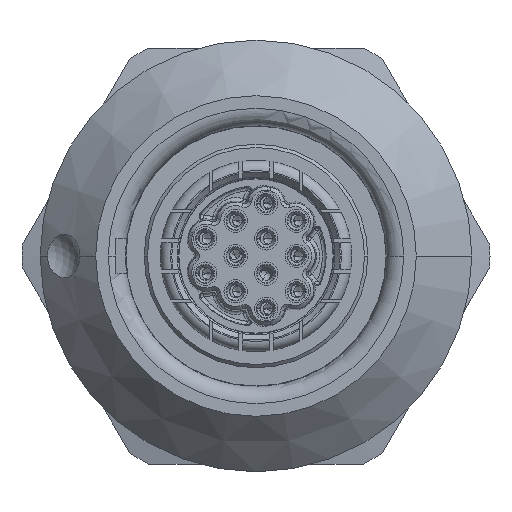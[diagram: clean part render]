
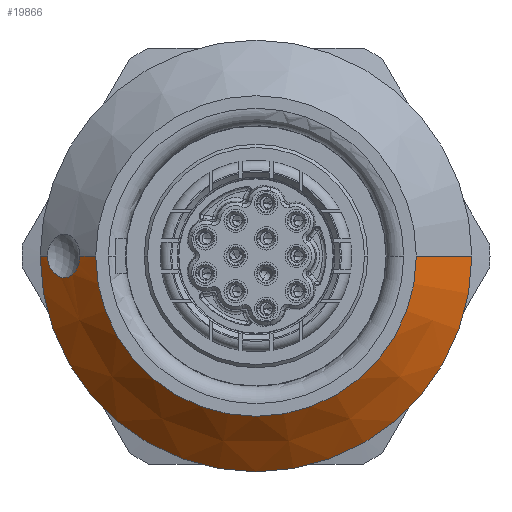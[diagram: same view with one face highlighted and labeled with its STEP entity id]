
A CAD part, left-side view. The second image highlights one B-rep face of the part: STEP entity #19866.
In plain terms, the highlighted conical face has half-angle 45 degrees and reference radius 10.85 mm.
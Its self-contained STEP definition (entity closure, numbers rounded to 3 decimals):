
#642=CARTESIAN_POINT('',(-5.,0.,0.));
#643=DIRECTION('',(1.,0.,0.));
#644=DIRECTION('',(0.,-1.,0.));
#645=AXIS2_PLACEMENT_3D('',#642,#643,#644);
#662=CARTESIAN_POINT('',(-2.224,12.026,0.));
#663=CARTESIAN_POINT('',(-2.224,12.026,
-0.104));
#664=CARTESIAN_POINT('',(-2.242,12.006,
-0.305));
#665=CARTESIAN_POINT('',(-2.315,11.921,
-0.59));
#666=CARTESIAN_POINT('',(-2.436,11.786,
-0.838));
#667=CARTESIAN_POINT('',(-2.587,11.618,-1.033));
#668=CARTESIAN_POINT('',(-2.767,11.423,-1.171));
#669=CARTESIAN_POINT('',(-2.986,11.194,-1.255));
#670=CARTESIAN_POINT('',(-3.22,10.958,-1.258));
#671=CARTESIAN_POINT('',(-3.45,10.735,-1.181));
#672=CARTESIAN_POINT('',(-3.654,10.545,-1.046));
#673=CARTESIAN_POINT('',(-3.835,10.382,
-0.841));
#674=CARTESIAN_POINT('',(-3.979,10.256,
-0.579));
#675=CARTESIAN_POINT('',(-4.063,10.184,
-0.289));
#676=CARTESIAN_POINT('',(-4.081,10.169,
-0.098));
#677=CARTESIAN_POINT('',(-4.081,10.169,0.));
#679=DIRECTION('',(-0.707,-0.707,0.));
#680=VECTOR('',#679,1.3);
#681=CARTESIAN_POINT('',(-4.081,10.169,0.));
#682=LINE('',#681,#680);
#683=CARTESIAN_POINT('',(-1.8,0.,0.));
#684=DIRECTION('',(1.,0.,0.));
#685=DIRECTION('',(0.,-1.,0.));
#686=AXIS2_PLACEMENT_3D('',#683,#684,#685);
#688=DIRECTION('',(-0.707,-0.707,0.));
#689=VECTOR('',#688,0.6);
#690=CARTESIAN_POINT('',(-1.8,12.45,0.));
#691=LINE('',#690,#689);
#714=DIRECTION('',(-0.707,0.707,0.));
#715=VECTOR('',#714,4.525);
#716=CARTESIAN_POINT('',(-1.8,-12.45,0.));
#717=LINE('',#716,#715);
#16487=CARTESIAN_POINT('',(-1.8,12.45,0.));
#16488=VERTEX_POINT('',#16487);
#16489=CARTESIAN_POINT('',(-1.8,-12.45,0.));
#16490=VERTEX_POINT('',#16489);
#16491=VERTEX_POINT('',#662);
#16492=VERTEX_POINT('',#677);
#16493=CARTESIAN_POINT('',(-5.,9.25,0.));
#16494=VERTEX_POINT('',#16493);
#16495=CARTESIAN_POINT('',(-5.,-9.25,0.));
#16496=VERTEX_POINT('',#16495);
#19848=CARTESIAN_POINT('',(-3.4,0.,0.));
#19849=DIRECTION('',(1.,0.,0.));
#19850=DIRECTION('',(0.,-1.,0.));
#19851=AXIS2_PLACEMENT_3D('',#19848,#19849,#19850);
#19852=CONICAL_SURFACE('',#19851,10.85,45.);
#19854=ORIENTED_EDGE('',*,*,#19853,.T.);
#19856=ORIENTED_EDGE('',*,*,#19855,.T.);
#19857=ORIENTED_EDGE('',*,*,#19837,.F.);
#19859=ORIENTED_EDGE('',*,*,#19858,.F.);
#19861=ORIENTED_EDGE('',*,*,#19860,.T.);
#19863=ORIENTED_EDGE('',*,*,#19862,.T.);
#19864=EDGE_LOOP('',(#19854,#19856,#19857,#19859,#19861,#19863));
#19865=FACE_OUTER_BOUND('',#19864,.F.);
#646=CIRCLE('',#645,9.25);
#678=B_SPLINE_CURVE_WITH_KNOTS('',3,(#662,#663,#664,#665,#666,#667,#668,#669,
#670,#671,#672,#673,#674,#675,#676,#677),.UNSPECIFIED.,.F.,.F.,(4,1,1,1,1,1,1,1,
1,1,1,1,1,4),(0.,0.077,0.154,0.231,
0.308,0.385,0.462,0.538,
0.615,0.692,0.769,0.846,
0.923,1.),.UNSPECIFIED.);
#687=CIRCLE('',#686,12.45);
#19837=EDGE_CURVE('',#16496,#16494,#646,.T.);
#19853=EDGE_CURVE('',#16491,#16492,#678,.T.);
#19855=EDGE_CURVE('',#16492,#16494,#682,.T.);
#19858=EDGE_CURVE('',#16490,#16496,#717,.T.);
#19860=EDGE_CURVE('',#16490,#16488,#687,.T.);
#19862=EDGE_CURVE('',#16488,#16491,#691,.T.);
#19866=ADVANCED_FACE('',(#19865),#19852,.T.);
